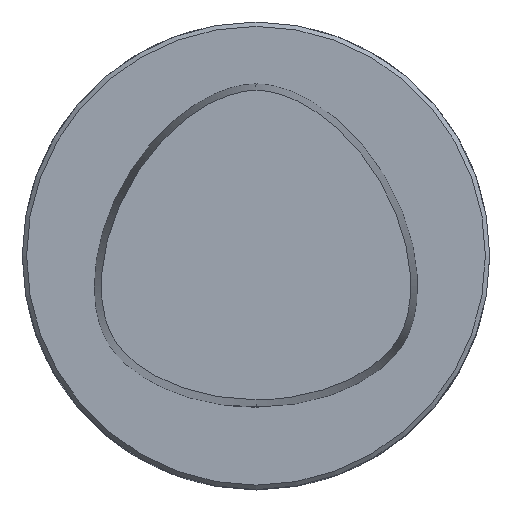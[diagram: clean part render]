
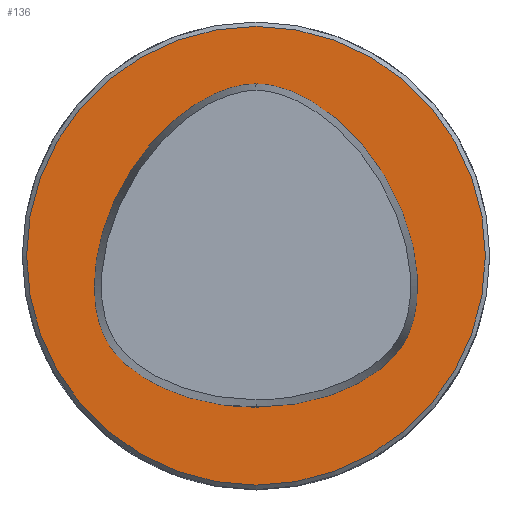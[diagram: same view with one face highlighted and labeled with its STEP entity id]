
A CAD part, top view. The second image highlights one B-rep face of the part: STEP entity #136.
In plain terms, the highlighted planar face has unit normal (0, 0, 1).
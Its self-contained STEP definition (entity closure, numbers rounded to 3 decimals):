
#99=PLANE('',#427);
#117=FACE_OUTER_BOUND('',#189,.T.);
#136=ADVANCED_FACE('',(#117),#99,.F.);
#189=EDGE_LOOP('',(#229));
#229=ORIENTED_EDGE('',*,*,#348,.T.);
#315=VERTEX_POINT('',#591);
#348=EDGE_CURVE('',#315,#315,#391,.T.);
#391=CIRCLE('',#426,15.7);
#426=AXIS2_PLACEMENT_3D('',#590,#480,#481);
#427=AXIS2_PLACEMENT_3D('',#592,#482,#483);
#480=DIRECTION('',(0.,0.,1.));
#481=DIRECTION('',(0.,1.,0.));
#482=DIRECTION('',(0.,0.,-1.));
#483=DIRECTION('',(0.,1.,0.));
#590=CARTESIAN_POINT('',(0.,0.,0.));
#591=CARTESIAN_POINT('',(0.,15.7,0.));
#592=CARTESIAN_POINT('',(0.,0.,0.));
